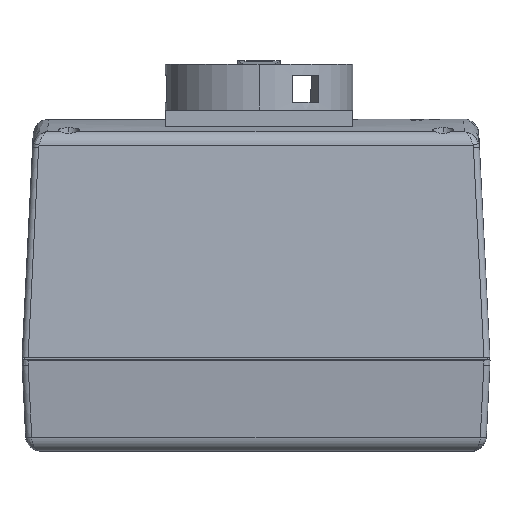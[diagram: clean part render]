
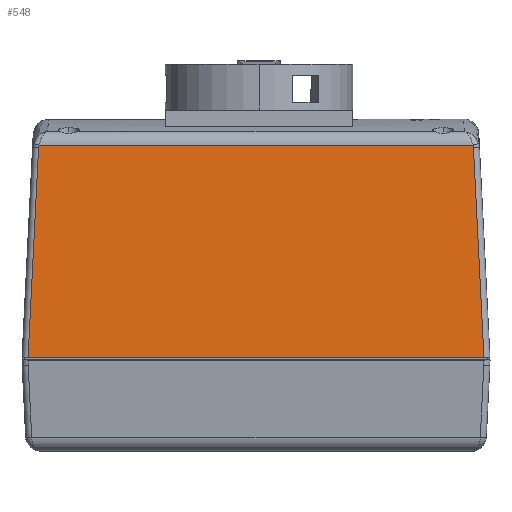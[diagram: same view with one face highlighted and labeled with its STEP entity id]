
A CAD part, left-side view. The second image highlights one B-rep face of the part: STEP entity #548.
In plain terms, the highlighted planar face has unit normal (-0.998, 0, 0.067).
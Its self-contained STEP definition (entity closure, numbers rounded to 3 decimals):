
#548=ADVANCED_FACE('NONE',(#1517),#1518,.T.);
#1517=FACE_OUTER_BOUND('',#2925,.T.);
#1518=PLANE('',#2926);
#2925=EDGE_LOOP('',(#7645,#7646,#7647,#7648,#7649,#7650));
#2926=AXIS2_PLACEMENT_3D('',#7651,#7652,#7653);
#7645=ORIENTED_EDGE('',*,*,#11361,.T.);
#7646=ORIENTED_EDGE('',*,*,#11362,.T.);
#7647=ORIENTED_EDGE('',*,*,#11363,.T.);
#7648=ORIENTED_EDGE('',*,*,#11364,.F.);
#7649=ORIENTED_EDGE('',*,*,#11365,.T.);
#7650=ORIENTED_EDGE('',*,*,#11366,.T.);
#7651=CARTESIAN_POINT('',(5.,-0.038,105.));
#7652=DIRECTION('',(-0.998,0.0,0.067));
#7653=DIRECTION('',(0.0,-1.0,0.0));
#11361=EDGE_CURVE('NONE',#13372,#13373,#13374,.T.);
#11362=EDGE_CURVE('NONE',#13373,#13375,#13376,.T.);
#11363=EDGE_CURVE('NONE',#13375,#13377,#13378,.T.);
#11364=EDGE_CURVE('NONE',#13379,#13377,#13380,.T.);
#11365=EDGE_CURVE('NONE',#13379,#13381,#13382,.T.);
#11366=EDGE_CURVE('NONE',#13381,#13372,#13383,.T.);
#13372=VERTEX_POINT('NONE',#18228);
#13373=VERTEX_POINT('NONE',#18229);
#13374=LINE('',#18230,#18231);
#13375=VERTEX_POINT('NONE',#18232);
#13376=B_SPLINE_CURVE_WITH_KNOTS('',3,(#18233,#18234,#18235,#18236),.UNSPECIFIED.,.F.,.F.,(4,4),(0.0,0.001),.UNSPECIFIED.);
#13377=VERTEX_POINT('NONE',#18237);
#13378=LINE('',#18238,#18239);
#13379=VERTEX_POINT('NONE',#18240);
#13380=LINE('',#18241,#18242);
#13381=VERTEX_POINT('NONE',#18243);
#13382=LINE('',#18244,#18245);
#13383=B_SPLINE_CURVE_WITH_KNOTS('',3,(#18246,#18247,#18248,#18249),.UNSPECIFIED.,.F.,.F.,(4,4),(0.0,0.001),.UNSPECIFIED.);
#18228=CARTESIAN_POINT('',(4.76,5.634,101.393));
#18229=CARTESIAN_POINT('',(4.76,149.289,101.393));
#18230=CARTESIAN_POINT('',(4.76,-0.038,101.393));
#18231=VECTOR('',#24685,1000.0);
#18232=CARTESIAN_POINT('',(4.704,149.438,100.563));
#18233=CARTESIAN_POINT('',(4.76,149.289,101.393));
#18234=CARTESIAN_POINT('',(4.742,149.374,101.123));
#18235=CARTESIAN_POINT('',(4.723,149.423,100.846));
#18236=CARTESIAN_POINT('',(4.704,149.438,100.563));
#18237=CARTESIAN_POINT('',(0.067,152.916,31.));
#18238=CARTESIAN_POINT('',(5.494,148.845,112.411));
#18239=VECTOR('',#24686,1000.0);
#18240=CARTESIAN_POINT('',(0.067,2.007,31.));
#18241=CARTESIAN_POINT('',(0.067,153.962,31.));
#18242=VECTOR('',#24687,1000.0);
#18243=CARTESIAN_POINT('',(4.704,5.486,100.563));
#18244=CARTESIAN_POINT('',(4.981,5.693,104.715));
#18245=VECTOR('',#24688,1000.0);
#18246=CARTESIAN_POINT('',(4.704,5.486,100.563));
#18247=CARTESIAN_POINT('',(4.723,5.5,100.846));
#18248=CARTESIAN_POINT('',(4.742,5.549,101.123));
#18249=CARTESIAN_POINT('',(4.76,5.634,101.393));
#24685=DIRECTION('',(0.0,1.0,0.0));
#24686=DIRECTION('',(-0.066,0.05,-0.997));
#24687=DIRECTION('',(0.0,1.0,0.0));
#24688=DIRECTION('',(0.066,0.05,0.997));
